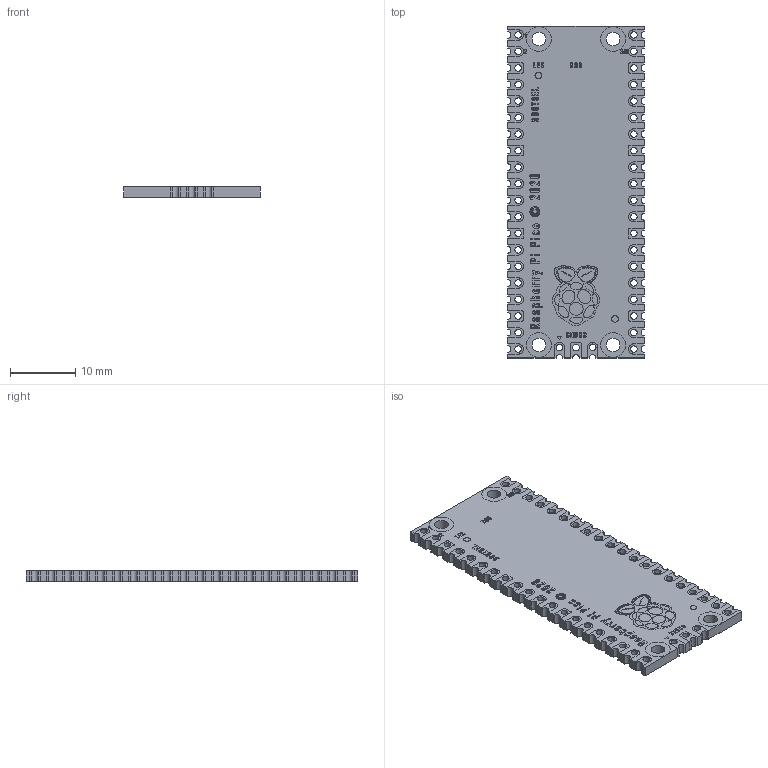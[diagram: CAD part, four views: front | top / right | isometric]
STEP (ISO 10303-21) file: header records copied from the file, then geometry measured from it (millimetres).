
FILE_DESCRIPTION(/* description */ (''),/* implementation_level */ '2;1');
FILE_NAME(/* name */ 'CircuitBoard_Raspberry Pi Pico.step',/* time_stamp */ '2022-04-03T00:05:45+09:00',/* author */ (''),/* organization */ (''),/* preprocessor_version */ 'ST-DEVELOPER v18.1',/* originating_system */ 'Autodesk Translation Framework v10.14.0.1471',/* authorisation */ '');
FILE_SCHEMA (('AUTOMOTIVE_DESIGN { 1 0 10303 214 3 1 1 }'));
Products named in the file (1): RaspBerryPi Pico_CircuitBoard_logo
Bounding box: 21 x 51 x 1.61 mm (x, y, z)
Volume: 1610 mm3; surface area: 3583.1 mm2
Topology: 97 solids, 97 shells, 1893 faces, 5094 edges, 3396 vertices
Faces by surface type: bspline 853, plane 833, cylinder 207
Full cylindrical faces by diameter (mm): 1 x47, 2.1 x4, 3.8 x8
Entity records: 66253 total; most frequent: CARTESIAN_POINT 24337, ORIENTED_EDGE 10188, DIRECTION 5884, EDGE_CURVE 5094, VERTEX_POINT 3396, LINE 2970, VECTOR 2970, EDGE_LOOP 2068
